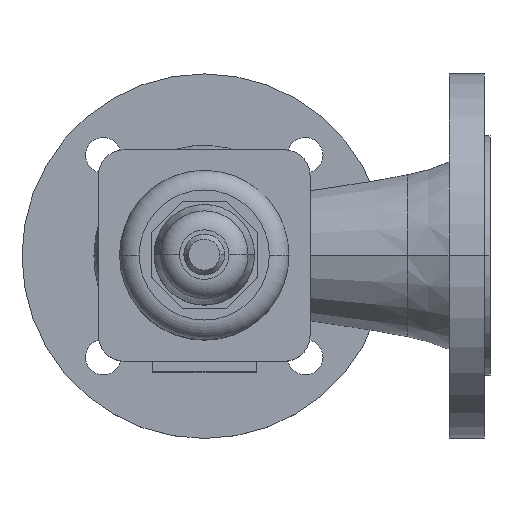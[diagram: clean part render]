
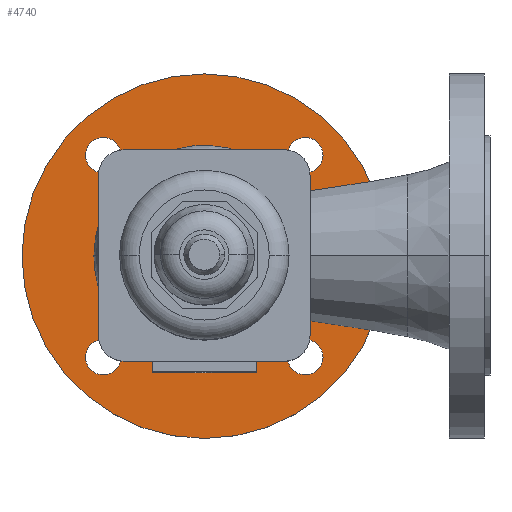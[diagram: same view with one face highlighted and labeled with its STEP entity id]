
A CAD part, top view. The second image highlights one B-rep face of the part: STEP entity #4740.
In plain terms, the highlighted planar face has unit normal (0, 0, 1).
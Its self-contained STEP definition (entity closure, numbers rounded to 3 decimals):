
#2113=CARTESIAN_POINT('',(-92.5,0.,20.8));
#2114=VERTEX_POINT('',#2113);
#2121=CARTESIAN_POINT('',(92.5,-0.,20.8));
#2122=VERTEX_POINT('',#2121);
#2123=CARTESIAN_POINT('',(0.,-0.,20.8));
#2124=DIRECTION('',(-0.,0.,-1.));
#2125=DIRECTION('',(-1.,0.,0.));
#2126=AXIS2_PLACEMENT_3D('',#2123,#2124,#2125);
#2127=CIRCLE('',#2126,92.5);
#2128=EDGE_CURVE('',#2114,#2122,#2127,.T.);
#2144=CARTESIAN_POINT('',(-47.5,-0.,20.8));
#2145=VERTEX_POINT('',#2144);
#2146=CARTESIAN_POINT('',(47.5,-0.,20.8));
#2147=VERTEX_POINT('',#2146);
#2148=CARTESIAN_POINT('',(0.,-0.,20.8));
#2149=DIRECTION('',(0.,0.,-1.));
#2150=DIRECTION('',(-1.,0.,0.));
#2151=AXIS2_PLACEMENT_3D('',#2148,#2149,#2150);
#2152=CIRCLE('',#2151,47.5);
#2153=EDGE_CURVE('',#2145,#2147,#2152,.T.);
#3849=CARTESIAN_POINT('',(60.265,51.265,20.8));
#3850=VERTEX_POINT('',#3849);
#3851=CARTESIAN_POINT('',(42.265,51.265,20.8));
#3852=VERTEX_POINT('',#3851);
#3853=CARTESIAN_POINT('',(51.265,51.265,20.8));
#3854=DIRECTION('',(0.,0.,-1.));
#3855=DIRECTION('',(1.,0.,0.));
#3856=AXIS2_PLACEMENT_3D('',#3853,#3854,#3855);
#3857=CIRCLE('',#3856,9.);
#3858=EDGE_CURVE('',#3850,#3852,#3857,.T.);
#3891=CARTESIAN_POINT('',(60.265,-51.265,20.8));
#3892=VERTEX_POINT('',#3891);
#3893=CARTESIAN_POINT('',(42.265,-51.265,20.8));
#3894=VERTEX_POINT('',#3893);
#3895=CARTESIAN_POINT('',(51.265,-51.265,20.8));
#3896=DIRECTION('',(0.,0.,-1.));
#3897=DIRECTION('',(1.,0.,0.));
#3898=AXIS2_PLACEMENT_3D('',#3895,#3896,#3897);
#3899=CIRCLE('',#3898,9.);
#3900=EDGE_CURVE('',#3892,#3894,#3899,.T.);
#3944=CARTESIAN_POINT('',(-42.265,-51.265,20.8));
#3945=VERTEX_POINT('',#3944);
#3952=CARTESIAN_POINT('',(-60.265,-51.265,20.8));
#3953=VERTEX_POINT('',#3952);
#3954=CARTESIAN_POINT('',(-51.265,-51.265,20.8));
#3955=DIRECTION('',(0.,0.,-1.));
#3956=DIRECTION('',(1.,0.,0.));
#3957=AXIS2_PLACEMENT_3D('',#3954,#3955,#3956);
#3958=CIRCLE('',#3957,9.);
#3959=EDGE_CURVE('',#3953,#3945,#3958,.T.);
#3986=CARTESIAN_POINT('',(-42.265,51.265,20.8));
#3987=VERTEX_POINT('',#3986);
#3994=CARTESIAN_POINT('',(-60.265,51.265,20.8));
#3995=VERTEX_POINT('',#3994);
#3996=CARTESIAN_POINT('',(-51.265,51.265,20.8));
#3997=DIRECTION('',(0.,0.,-1.));
#3998=DIRECTION('',(1.,0.,0.));
#3999=AXIS2_PLACEMENT_3D('',#3996,#3997,#3998);
#4000=CIRCLE('',#3999,9.);
#4001=EDGE_CURVE('',#3995,#3987,#4000,.T.);
#4675=CARTESIAN_POINT('',(-70.,0.,20.8));
#4676=DIRECTION('',(0.,-0.,1.));
#4677=DIRECTION('',(1.,-0.,-0.));
#4678=AXIS2_PLACEMENT_3D('',#4675,#4676,#4677);
#4679=PLANE('',#4678);
#4680=ORIENTED_EDGE('',*,*,#4001,.T.);
#4681=CARTESIAN_POINT('',(-51.265,51.265,20.8));
#4682=DIRECTION('',(0.,0.,-1.));
#4683=DIRECTION('',(1.,0.,0.));
#4684=AXIS2_PLACEMENT_3D('',#4681,#4682,#4683);
#4685=CIRCLE('',#4684,9.);
#4686=EDGE_CURVE('',#3987,#3995,#4685,.T.);
#4687=ORIENTED_EDGE('',*,*,#4686,.T.);
#4688=EDGE_LOOP('',(#4680,#4687));
#4689=FACE_BOUND('',#4688,.T.);
#4690=ORIENTED_EDGE('',*,*,#3959,.T.);
#4691=CARTESIAN_POINT('',(-51.265,-51.265,20.8));
#4692=DIRECTION('',(0.,0.,-1.));
#4693=DIRECTION('',(1.,0.,0.));
#4694=AXIS2_PLACEMENT_3D('',#4691,#4692,#4693);
#4695=CIRCLE('',#4694,9.);
#4696=EDGE_CURVE('',#3945,#3953,#4695,.T.);
#4697=ORIENTED_EDGE('',*,*,#4696,.T.);
#4698=EDGE_LOOP('',(#4690,#4697));
#4699=FACE_BOUND('',#4698,.T.);
#4700=ORIENTED_EDGE('',*,*,#3900,.T.);
#4701=CARTESIAN_POINT('',(51.265,-51.265,20.8));
#4702=DIRECTION('',(0.,0.,-1.));
#4703=DIRECTION('',(1.,0.,0.));
#4704=AXIS2_PLACEMENT_3D('',#4701,#4702,#4703);
#4705=CIRCLE('',#4704,9.);
#4706=EDGE_CURVE('',#3894,#3892,#4705,.T.);
#4707=ORIENTED_EDGE('',*,*,#4706,.T.);
#4708=EDGE_LOOP('',(#4700,#4707));
#4709=FACE_BOUND('',#4708,.T.);
#4710=ORIENTED_EDGE('',*,*,#3858,.T.);
#4711=CARTESIAN_POINT('',(51.265,51.265,20.8));
#4712=DIRECTION('',(0.,0.,-1.));
#4713=DIRECTION('',(1.,0.,0.));
#4714=AXIS2_PLACEMENT_3D('',#4711,#4712,#4713);
#4715=CIRCLE('',#4714,9.);
#4716=EDGE_CURVE('',#3852,#3850,#4715,.T.);
#4717=ORIENTED_EDGE('',*,*,#4716,.T.);
#4718=EDGE_LOOP('',(#4710,#4717));
#4719=FACE_BOUND('',#4718,.T.);
#4720=ORIENTED_EDGE('',*,*,#2153,.T.);
#4721=CARTESIAN_POINT('',(0.,-0.,20.8));
#4722=DIRECTION('',(0.,0.,-1.));
#4723=DIRECTION('',(-1.,0.,0.));
#4724=AXIS2_PLACEMENT_3D('',#4721,#4722,#4723);
#4725=CIRCLE('',#4724,47.5);
#4726=EDGE_CURVE('',#2147,#2145,#4725,.T.);
#4727=ORIENTED_EDGE('',*,*,#4726,.T.);
#4728=EDGE_LOOP('',(#4720,#4727));
#4729=FACE_BOUND('',#4728,.T.);
#4730=ORIENTED_EDGE('',*,*,#2128,.F.);
#4731=CARTESIAN_POINT('',(0.,-0.,20.8));
#4732=DIRECTION('',(-0.,0.,-1.));
#4733=DIRECTION('',(-1.,0.,0.));
#4734=AXIS2_PLACEMENT_3D('',#4731,#4732,#4733);
#4735=CIRCLE('',#4734,92.5);
#4736=EDGE_CURVE('',#2122,#2114,#4735,.T.);
#4737=ORIENTED_EDGE('',*,*,#4736,.F.);
#4738=EDGE_LOOP('',(#4730,#4737));
#4739=FACE_BOUND('',#4738,.T.);
#4740=ADVANCED_FACE('',(#4689,#4699,#4709,#4719,#4729,#4739),#4679,.T.);
